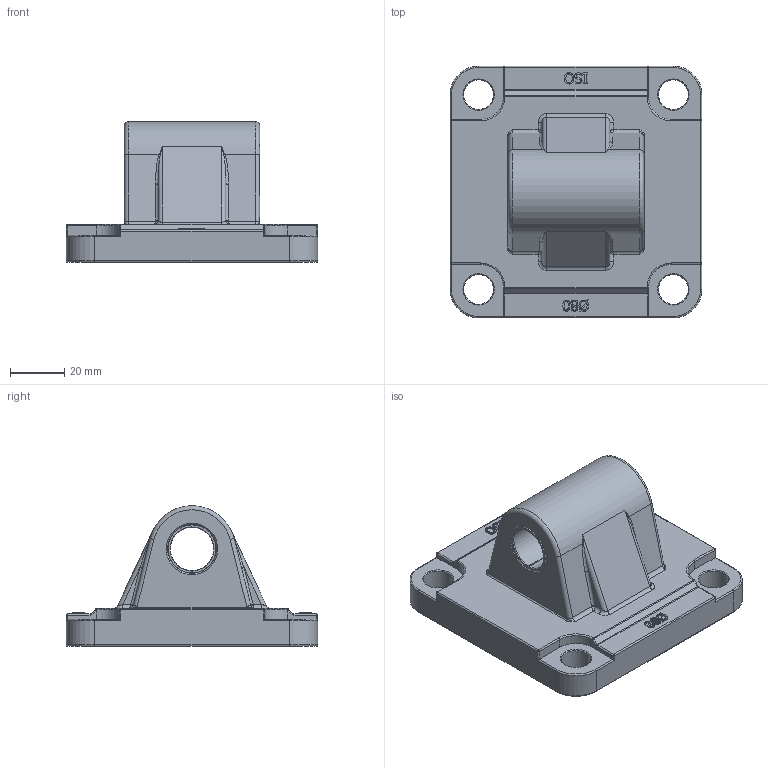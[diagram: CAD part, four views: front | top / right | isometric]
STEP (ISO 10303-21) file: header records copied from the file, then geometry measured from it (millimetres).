
FILE_DESCRIPTION((''),'2;1');
FILE_NAME('CMI080.stp','2013-11-15T10:08:03',('carlo.corazza'),(''),'Autodesk Inventor 2012','Autodesk Inventor 2012','');
FILE_SCHEMA(('AUTOMOTIVE_DESIGN { 1 0 10303 214 1 1 1 1 }'));
Length unit declared in the file: millimetre
Products named in the file (1): CMI080
Bounding box: 93 x 93 x 52 mm (x, y, z)
Volume: 144524 mm3; surface area: 32844.4 mm2
Topology: 1 solids, 1 shells, 404 faces, 1019 edges, 625 vertices
Faces by surface type: plane 113, bspline 97, cylinder 85, cone 75, torus 22, sphere 12
Full cylindrical faces by diameter (mm): 11 x4, 18 x1, 45 x1
Entity records: 13326 total; most frequent: CARTESIAN_POINT 3703, ORIENTED_EDGE 1964, DIRECTION 1779, EDGE_CURVE 982, AXIS2_PLACEMENT_3D 651, VERTEX_POINT 619, VECTOR 477, LINE 477
